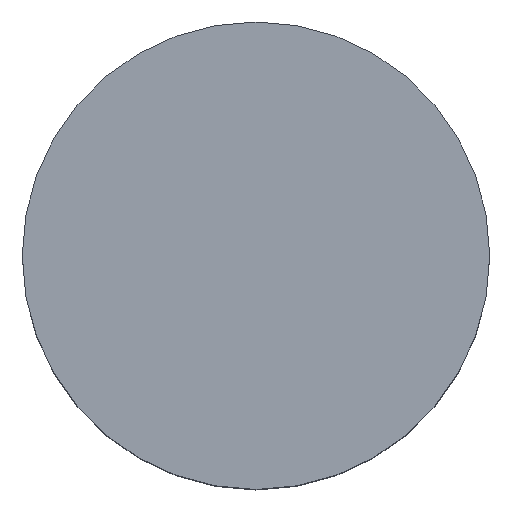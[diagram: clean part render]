
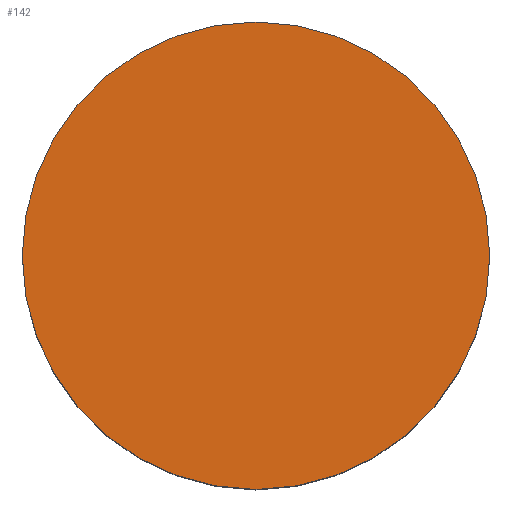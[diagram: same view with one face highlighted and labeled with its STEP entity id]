
A CAD part, top view. The second image highlights one B-rep face of the part: STEP entity #142.
In plain terms, the highlighted planar face has unit normal (0, 0, 1).
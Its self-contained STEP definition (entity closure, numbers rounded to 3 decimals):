
#22 = DIRECTION ( 'NONE',  ( 1., 0., 0. ) ) ;
#51 = CARTESIAN_POINT ( 'NONE',  ( 0., 0., 5. ) ) ;
#74 = FACE_OUTER_BOUND ( 'NONE', #216, .T. ) ;
#85 = CIRCLE ( 'NONE', #108, 3.75 ) ;
#100 = AXIS2_PLACEMENT_3D ( 'NONE', #269, #164, #295 ) ;
#108 = AXIS2_PLACEMENT_3D ( 'NONE', #51, #329, #224 ) ;
#123 = EDGE_CURVE ( 'NONE', #280, #135, #184, .T. ) ;
#135 = VERTEX_POINT ( 'NONE', #296 ) ;
#142 = ADVANCED_FACE ( 'NONE', ( #74 ), #320, .T. ) ;
#150 = ORIENTED_EDGE ( 'NONE', *, *, #235, .T. ) ;
#164 = DIRECTION ( 'NONE',  ( 0., 0., 1. ) ) ;
#166 = DIRECTION ( 'NONE',  ( 0., 0., 1. ) ) ;
#184 = CIRCLE ( 'NONE', #100, 3.75 ) ;
#190 = ORIENTED_EDGE ( 'NONE', *, *, #123, .T. ) ;
#199 = AXIS2_PLACEMENT_3D ( 'NONE', #264, #166, #22 ) ;
#200 = CARTESIAN_POINT ( 'NONE',  ( -3.75, 0., 5. ) ) ;
#216 = EDGE_LOOP ( 'NONE', ( #150, #190 ) ) ;
#224 = DIRECTION ( 'NONE',  ( 1., 0., 0. ) ) ;
#235 = EDGE_CURVE ( 'NONE', #135, #280, #85, .T. ) ;
#264 = CARTESIAN_POINT ( 'NONE',  ( 3.75, 0., 5. ) ) ;
#269 = CARTESIAN_POINT ( 'NONE',  ( 0., 0., 5. ) ) ;
#280 = VERTEX_POINT ( 'NONE', #200 ) ;
#295 = DIRECTION ( 'NONE',  ( 1., 0., 0. ) ) ;
#296 = CARTESIAN_POINT ( 'NONE',  ( 3.75, 0., 5. ) ) ;
#320 = PLANE ( 'NONE',  #199 ) ;
#329 = DIRECTION ( 'NONE',  ( 0., 0., 1. ) ) ;
